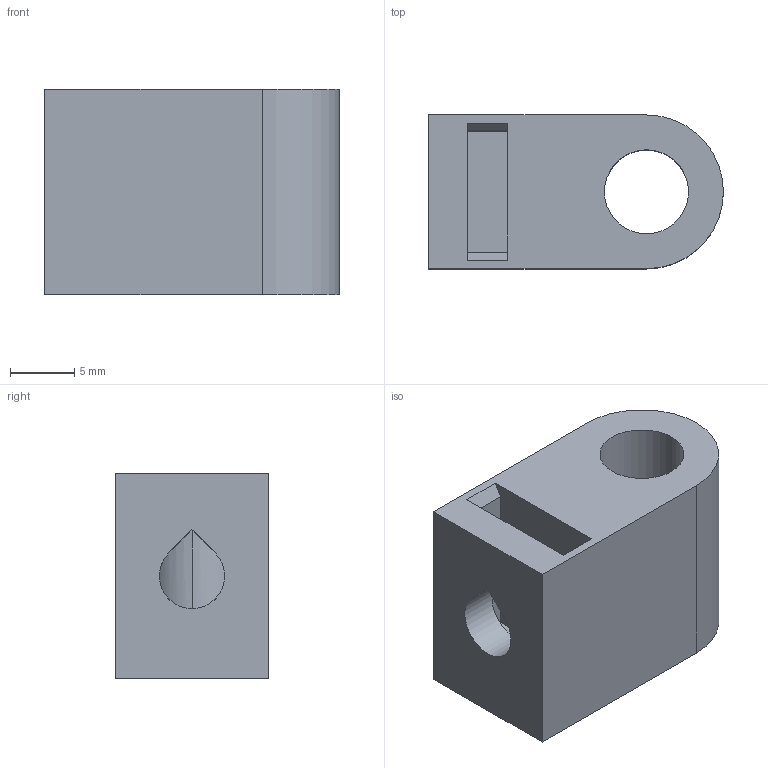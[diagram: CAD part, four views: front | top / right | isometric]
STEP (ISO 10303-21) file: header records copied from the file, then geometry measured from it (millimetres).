
FILE_DESCRIPTION (( 'STEP AP203' ), '1' );
FILE_NAME ('Apollo BVM - Servo Motor Mount Assembly - Servo Motor Mount - Spring Base.STEP', '2020-04-07T22:12:02', ( '' ), ( '' ), 'SwSTEP 2.0', 'SolidWorks 2019', '' );
FILE_SCHEMA (( 'CONFIG_CONTROL_DESIGN' ));
Length unit declared in the file: millimetre
Products named in the file (1): Apollo BVM - Servo Motor Mount Assembly - Servo Motor Mount - Spring Base
Bounding box: 23 x 12 x 16 mm (x, y, z)
Volume: 3012.6 mm3; surface area: 2286.1 mm2
Topology: 1 solids, 1 shells, 23 faces, 56 edges, 37 vertices
Faces by surface type: plane 16, cylinder 7
Entity records: 804 total; most frequent: CARTESIAN_POINT 175, ORIENTED_EDGE 112, DIRECTION 109, EDGE_CURVE 56, LINE 43, VECTOR 43, VERTEX_POINT 37, AXIS2_PLACEMENT_3D 33
